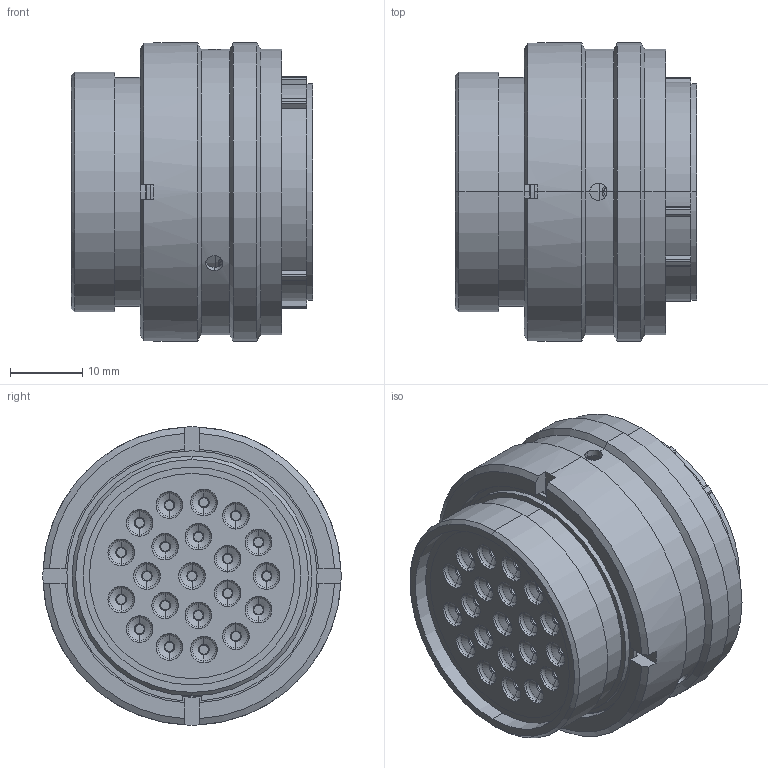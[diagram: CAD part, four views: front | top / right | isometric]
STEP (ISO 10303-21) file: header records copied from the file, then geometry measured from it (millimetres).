
FILE_DESCRIPTION (( 'STEP AP214' ), '1' );
FILE_NAME ('AS622-21PA.STEP', '2020-11-10T15:10:58', ( 'TE Connectivity' ), ( 'TE Connectivity' ), 'SwSTEP 2.0', 'SolidWorks 2016', '' );
FILE_SCHEMA (( 'AUTOMOTIVE_DESIGN' ));
Length unit declared in the file: millimetre
Products named in the file (1): AS622-21PA
Bounding box: 33.37 x 41.2 x 41.2 mm (x, y, z)
Volume: 20410.1 mm3; surface area: 25033.2 mm2
Topology: 30 solids, 30 shells, 2000 faces, 4938 edges, 3095 vertices
Faces by surface type: plane 758, cylinder 581, torus 424, cone 222, bspline 9, sphere 6
Entity records: 89461 total; most frequent: CARTESIAN_POINT 21999, ORIENTED_EDGE 9856, DIRECTION 9028, EDGE_CURVE 4928, AXIS2_PLACEMENT_3D 3884, VERTEX_POINT 3089, EDGE_LOOP 2237, UNCERTAINTY_MEASURE_WITH_UNIT 2030
